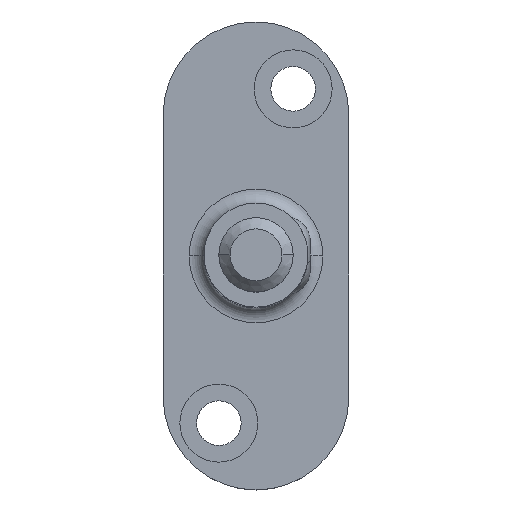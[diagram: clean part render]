
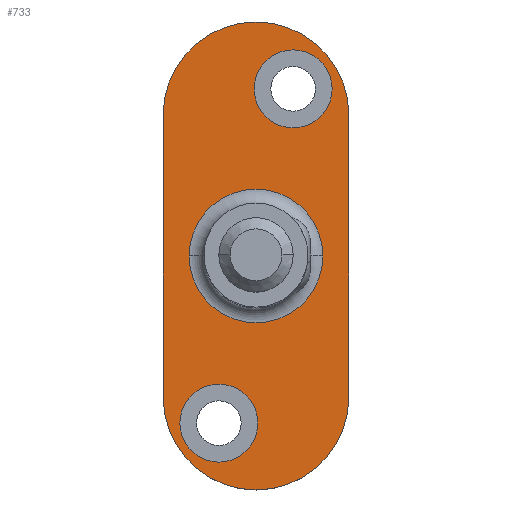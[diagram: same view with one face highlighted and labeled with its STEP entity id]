
A CAD part, top view. The second image highlights one B-rep face of the part: STEP entity #733.
In plain terms, the highlighted face is planar.
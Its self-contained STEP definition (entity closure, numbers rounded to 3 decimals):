
#21 = VECTOR ( 'NONE', #1196, 1000. ) ;
#41 = CARTESIAN_POINT ( 'NONE',  ( 0., -19., 0. ) ) ;
#48 = ORIENTED_EDGE ( 'NONE', *, *, #1172, .F. ) ;
#75 = DIRECTION ( 'NONE',  ( -1., 0., 0. ) ) ;
#115 = AXIS2_PLACEMENT_3D ( 'NONE', #2893, #535, #1230 ) ;
#216 = CARTESIAN_POINT ( 'NONE',  ( 0., -19., 0. ) ) ;
#253 = ORIENTED_EDGE ( 'NONE', *, *, #2436, .F. ) ;
#268 = CARTESIAN_POINT ( 'NONE',  ( -5., 22.5, 0. ) ) ;
#293 = EDGE_LOOP ( 'NONE', ( #253, #2198 ) ) ;
#297 = DIRECTION ( 'NONE',  ( -1., 0., 0. ) ) ;
#309 = LINE ( 'NONE', #978, #2420 ) ;
#353 = ORIENTED_EDGE ( 'NONE', *, *, #2973, .F. ) ;
#381 = ORIENTED_EDGE ( 'NONE', *, *, #1026, .F. ) ;
#471 = EDGE_CURVE ( 'NONE', #2125, #3013, #700, .T. ) ;
#481 = CARTESIAN_POINT ( 'NONE',  ( 0., 0., 0. ) ) ;
#533 = CARTESIAN_POINT ( 'NONE',  ( 10.25, -22.5, 0. ) ) ;
#535 = DIRECTION ( 'NONE',  ( 0., 0., -1. ) ) ;
#556 = AXIS2_PLACEMENT_3D ( 'NONE', #826, #1244, #1497 ) ;
#596 = CARTESIAN_POINT ( 'NONE',  ( 12.5, -19., 0. ) ) ;
#602 = AXIS2_PLACEMENT_3D ( 'NONE', #481, #758, #1866 ) ;
#631 = CARTESIAN_POINT ( 'NONE',  ( 12.5, 19., 0. ) ) ;
#699 = DIRECTION ( 'NONE',  ( 0., 0., 1. ) ) ;
#700 = CIRCLE ( 'NONE', #2412, 9. ) ;
#733 = ADVANCED_FACE ( 'NONE', ( #1288, #1303, #2226, #2637 ), #761, .F. ) ;
#758 = DIRECTION ( 'NONE',  ( 0., 0., 1. ) ) ;
#761 = PLANE ( 'NONE',  #2661 ) ;
#777 = VERTEX_POINT ( 'NONE', #533 ) ;
#826 = CARTESIAN_POINT ( 'NONE',  ( 0., 19., 0. ) ) ;
#914 = CARTESIAN_POINT ( 'NONE',  ( 0., 0., 0. ) ) ;
#948 = CIRCLE ( 'NONE', #1689, 5.25 ) ;
#950 = AXIS2_PLACEMENT_3D ( 'NONE', #216, #2333, #1438 ) ;
#978 = CARTESIAN_POINT ( 'NONE',  ( 12.5, -19., 0. ) ) ;
#980 = CARTESIAN_POINT ( 'NONE',  ( 9., 0., 0. ) ) ;
#1026 = EDGE_CURVE ( 'NONE', #1611, #1168, #1275, .T. ) ;
#1168 = VERTEX_POINT ( 'NONE', #1210 ) ;
#1172 = EDGE_CURVE ( 'NONE', #1168, #2792, #2144, .T. ) ;
#1196 = DIRECTION ( 'NONE',  ( 0., -1., 0. ) ) ;
#1201 = CARTESIAN_POINT ( 'NONE',  ( -0.25, -22.5, 0. ) ) ;
#1210 = CARTESIAN_POINT ( 'NONE',  ( -12.5, 19., 0. ) ) ;
#1212 = EDGE_CURVE ( 'NONE', #3013, #2125, #2709, .T. ) ;
#1230 = DIRECTION ( 'NONE',  ( -1., 0., 0. ) ) ;
#1244 = DIRECTION ( 'NONE',  ( 0., 0., 1. ) ) ;
#1275 = CIRCLE ( 'NONE', #556, 12.5 ) ;
#1288 = FACE_BOUND ( 'NONE', #2579, .T. ) ;
#1296 = CARTESIAN_POINT ( 'NONE',  ( -5., 22.5, 0. ) ) ;
#1303 = FACE_BOUND ( 'NONE', #293, .T. ) ;
#1403 = CARTESIAN_POINT ( 'NONE',  ( 0.25, 22.5, 0. ) ) ;
#1425 = CARTESIAN_POINT ( 'NONE',  ( -12.5, -19., 0. ) ) ;
#1438 = DIRECTION ( 'NONE',  ( 1., 0., 0. ) ) ;
#1479 = CARTESIAN_POINT ( 'NONE',  ( -10.25, 22.5, 0. ) ) ;
#1494 = VERTEX_POINT ( 'NONE', #1479 ) ;
#1497 = DIRECTION ( 'NONE',  ( 1., 0., 0. ) ) ;
#1522 = ORIENTED_EDGE ( 'NONE', *, *, #471, .T. ) ;
#1611 = VERTEX_POINT ( 'NONE', #631 ) ;
#1633 = VERTEX_POINT ( 'NONE', #596 ) ;
#1664 = DIRECTION ( 'NONE',  ( 0., 0., 1. ) ) ;
#1677 = ORIENTED_EDGE ( 'NONE', *, *, #2774, .F. ) ;
#1689 = AXIS2_PLACEMENT_3D ( 'NONE', #268, #2701, #75 ) ;
#1723 = CARTESIAN_POINT ( 'NONE',  ( 5., -22.5, 0. ) ) ;
#1761 = ORIENTED_EDGE ( 'NONE', *, *, #1212, .T. ) ;
#1770 = EDGE_CURVE ( 'NONE', #1633, #1611, #309, .T. ) ;
#1866 = DIRECTION ( 'NONE',  ( 1., 0., 0. ) ) ;
#1903 = EDGE_CURVE ( 'NONE', #777, #2377, #1966, .T. ) ;
#1966 = CIRCLE ( 'NONE', #2367, 5.25 ) ;
#2123 = DIRECTION ( 'NONE',  ( 1., 0., 0. ) ) ;
#2125 = VERTEX_POINT ( 'NONE', #2963 ) ;
#2144 = LINE ( 'NONE', #2597, #21 ) ;
#2149 = DIRECTION ( 'NONE',  ( 0., 0., -1. ) ) ;
#2164 = DIRECTION ( 'NONE',  ( -1., 0., 0. ) ) ;
#2198 = ORIENTED_EDGE ( 'NONE', *, *, #1903, .F. ) ;
#2216 = AXIS2_PLACEMENT_3D ( 'NONE', #1296, #2149, #2164 ) ;
#2226 = FACE_BOUND ( 'NONE', #2676, .T. ) ;
#2317 = CIRCLE ( 'NONE', #115, 5.25 ) ;
#2333 = DIRECTION ( 'NONE',  ( 0., 0., 1. ) ) ;
#2335 = DIRECTION ( 'NONE',  ( 1., 0., 0. ) ) ;
#2367 = AXIS2_PLACEMENT_3D ( 'NONE', #1723, #2896, #297 ) ;
#2377 = VERTEX_POINT ( 'NONE', #1201 ) ;
#2412 = AXIS2_PLACEMENT_3D ( 'NONE', #914, #1664, #2123 ) ;
#2420 = VECTOR ( 'NONE', #2682, 1000. ) ;
#2429 = CIRCLE ( 'NONE', #2216, 5.25 ) ;
#2436 = EDGE_CURVE ( 'NONE', #2377, #777, #2317, .T. ) ;
#2579 = EDGE_LOOP ( 'NONE', ( #1677, #2897 ) ) ;
#2597 = CARTESIAN_POINT ( 'NONE',  ( -12.5, -19., 0. ) ) ;
#2637 = FACE_OUTER_BOUND ( 'NONE', #3032, .T. ) ;
#2650 = EDGE_CURVE ( 'NONE', #2970, #1494, #948, .T. ) ;
#2661 = AXIS2_PLACEMENT_3D ( 'NONE', #41, #699, #2335 ) ;
#2676 = EDGE_LOOP ( 'NONE', ( #1761, #1522 ) ) ;
#2682 = DIRECTION ( 'NONE',  ( 0., 1., 0. ) ) ;
#2701 = DIRECTION ( 'NONE',  ( 0., 0., -1. ) ) ;
#2709 = CIRCLE ( 'NONE', #602, 9. ) ;
#2774 = EDGE_CURVE ( 'NONE', #1494, #2970, #2429, .T. ) ;
#2792 = VERTEX_POINT ( 'NONE', #1425 ) ;
#2867 = CIRCLE ( 'NONE', #950, 12.5 ) ;
#2871 = ORIENTED_EDGE ( 'NONE', *, *, #1770, .F. ) ;
#2893 = CARTESIAN_POINT ( 'NONE',  ( 5., -22.5, 0. ) ) ;
#2896 = DIRECTION ( 'NONE',  ( 0., 0., -1. ) ) ;
#2897 = ORIENTED_EDGE ( 'NONE', *, *, #2650, .F. ) ;
#2963 = CARTESIAN_POINT ( 'NONE',  ( -9., 0., 0. ) ) ;
#2970 = VERTEX_POINT ( 'NONE', #1403 ) ;
#2973 = EDGE_CURVE ( 'NONE', #2792, #1633, #2867, .T. ) ;
#3013 = VERTEX_POINT ( 'NONE', #980 ) ;
#3032 = EDGE_LOOP ( 'NONE', ( #353, #48, #381, #2871 ) ) ;
